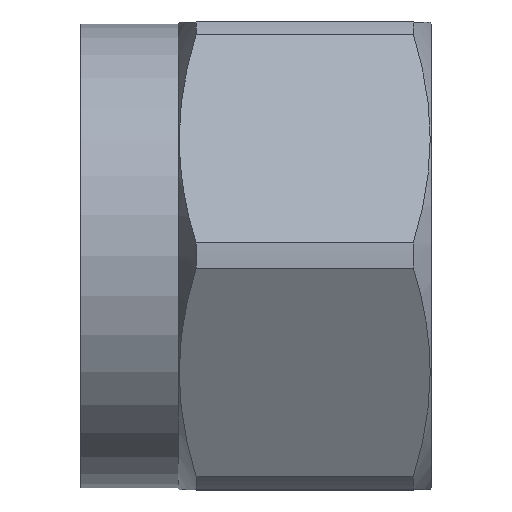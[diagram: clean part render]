
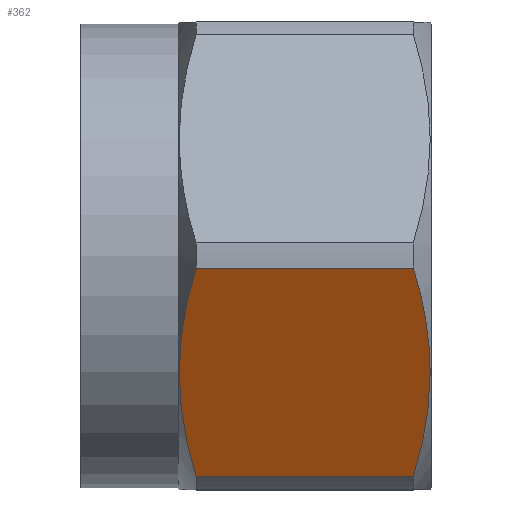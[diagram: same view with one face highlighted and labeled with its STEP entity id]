
A CAD part, top view. The second image highlights one B-rep face of the part: STEP entity #362.
In plain terms, the highlighted planar face has unit normal (0, -0.5, 0.866).
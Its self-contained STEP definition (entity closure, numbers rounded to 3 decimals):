
#28=PLANE('',#420);
#33=LINE('',#597,#45);
#34=LINE('',#599,#46);
#45=VECTOR('',#451,1000.);
#46=VECTOR('',#454,1000.);
#67=B_SPLINE_CURVE_WITH_KNOTS('',3,(#569,#570,#571,#572,#573,#574),
 .UNSPECIFIED.,.F.,.F.,(4,1,1,4),(0.,0.006,
0.009,0.012),.UNSPECIFIED.);
#74=B_SPLINE_CURVE_WITH_KNOTS('',3,(#657,#658,#659,#660,#661,#662),
 .UNSPECIFIED.,.F.,.F.,(4,1,1,4),(0.,0.006,
0.009,0.012),.UNSPECIFIED.);
#159=ORIENTED_EDGE('',*,*,#176,.T.);
#160=ORIENTED_EDGE('',*,*,#185,.T.);
#161=ORIENTED_EDGE('',*,*,#204,.T.);
#162=ORIENTED_EDGE('',*,*,#186,.T.);
#176=EDGE_CURVE('',#223,#222,#67,.T.);
#185=EDGE_CURVE('',#222,#229,#33,.T.);
#186=EDGE_CURVE('',#230,#223,#34,.F.);
#204=EDGE_CURVE('',#229,#230,#74,.T.);
#222=VERTEX_POINT('',#568);
#223=VERTEX_POINT('',#575);
#229=VERTEX_POINT('',#596);
#230=VERTEX_POINT('',#600);
#301=EDGE_LOOP('',(#159,#160,#161,#162));
#335=FACE_BOUND('',#301,.T.);
#362=ADVANCED_FACE('',(#335),#28,.T.);
#420=AXIS2_PLACEMENT_3D('',#692,#522,#523);
#451=DIRECTION('',(1.,0.,0.));
#454=DIRECTION('',(1.,0.,0.));
#522=DIRECTION('',(0.,-0.5,0.866));
#523=DIRECTION('',(0.,-0.866,-0.5));
#568=CARTESIAN_POINT('',(5.924,-11.356,7.3));
#569=CARTESIAN_POINT('',(5.924,-0.644,13.485));
#570=CARTESIAN_POINT('',(5.388,-2.399,12.472));
#571=CARTESIAN_POINT('',(4.896,-5.064,10.933));
#572=CARTESIAN_POINT('',(5.218,-8.708,8.829));
#573=CARTESIAN_POINT('',(5.655,-10.477,7.808));
#574=CARTESIAN_POINT('',(5.924,-11.356,7.3));
#575=CARTESIAN_POINT('',(5.924,-0.644,13.485));
#596=CARTESIAN_POINT('',(17.076,-11.356,7.3));
#597=CARTESIAN_POINT('',(18.,-11.356,7.3));
#599=CARTESIAN_POINT('',(18.,-0.644,13.485));
#600=CARTESIAN_POINT('',(17.076,-0.644,13.485));
#657=CARTESIAN_POINT('',(17.076,-11.356,7.3));
#658=CARTESIAN_POINT('',(17.612,-9.601,8.313));
#659=CARTESIAN_POINT('',(18.104,-6.936,9.852));
#660=CARTESIAN_POINT('',(17.782,-3.292,11.956));
#661=CARTESIAN_POINT('',(17.345,-1.523,12.977));
#662=CARTESIAN_POINT('',(17.076,-0.644,13.485));
#692=CARTESIAN_POINT('',(0.,0.,13.856));
